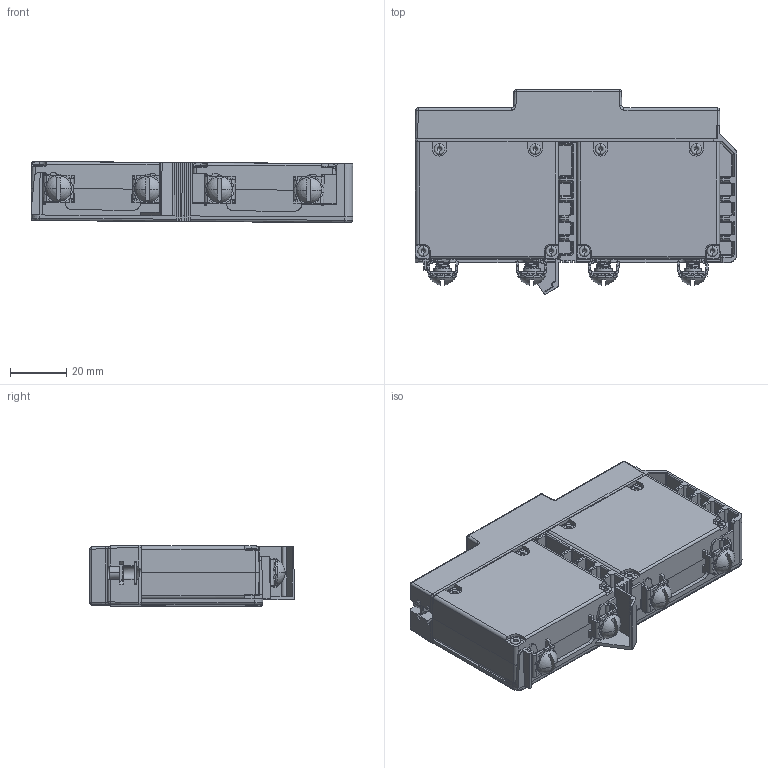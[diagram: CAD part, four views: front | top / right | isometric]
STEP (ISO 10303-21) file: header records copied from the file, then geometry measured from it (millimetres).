
FILE_DESCRIPTION((''),'2;1');
FILE_NAME('TB2-B0-24-620-N21-CA_SW0001','2017-02-01T',('patrickmoody'),(''),'CREO PARAMETRIC BY PTC INC, 2015480','CREO PARAMETRIC BY PTC INC, 2015480','');
FILE_SCHEMA(('AUTOMOTIVE_DESIGN { 1 0 10303 214 1 1 1 1 }'));
Products named in the file (1): TB2-B0-24-620-N21-CA_SW0001
Bounding box: 114.04 x 72.52 x 21.64 mm (x, y, z)
Volume: 106169.3 mm3; surface area: 52129.9 mm2
Topology: 1 solids, 6 shells, 4473 faces, 12854 edges, 8380 vertices
Faces by surface type: plane 2896, cylinder 800, extrusion 318, bspline 201, cone 149, torus 56, sphere 53
Entity records: 174830 total; most frequent: CARTESIAN_POINT 45044, ORIENTED_EDGE 25644, DIRECTION 20968, EDGE_CURVE 12822, VECTOR 9720, LINE 9402, VERTEX_POINT 8380, AXIS2_PLACEMENT_3D 5624
